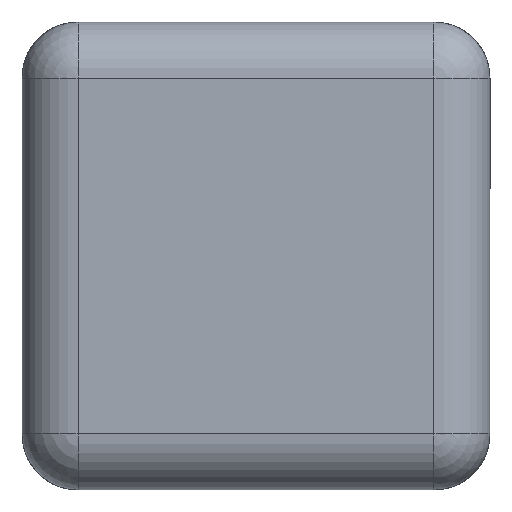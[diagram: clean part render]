
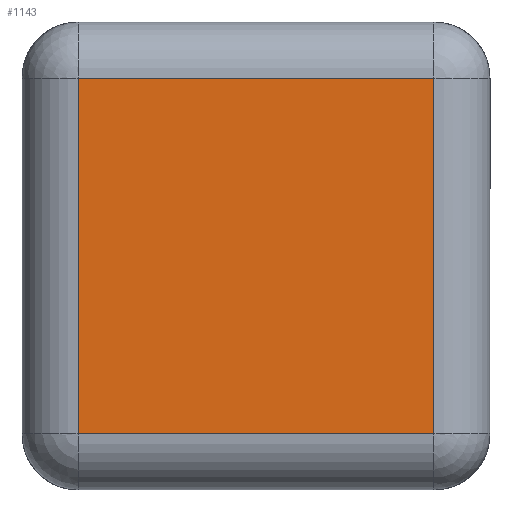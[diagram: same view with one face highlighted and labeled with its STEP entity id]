
A CAD part, left-side view. The second image highlights one B-rep face of the part: STEP entity #1143.
In plain terms, the highlighted planar face has unit normal (-1, 0, 0).
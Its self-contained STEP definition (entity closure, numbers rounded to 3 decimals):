
#56=PLANE('',#1295);
#82=LINE('',#2180,#122);
#83=LINE('',#2182,#123);
#84=LINE('',#2184,#124);
#85=LINE('',#2186,#125);
#122=VECTOR('',#1587,1000.);
#123=VECTOR('',#1590,1000.);
#124=VECTOR('',#1593,1000.);
#125=VECTOR('',#1596,1000.);
#206=FACE_OUTER_BOUND('',#280,.T.);
#280=EDGE_LOOP('',(#874,#875,#876,#877));
#467=VERTEX_POINT('',#2152);
#470=VERTEX_POINT('',#2164);
#471=VERTEX_POINT('',#2170);
#472=VERTEX_POINT('',#2176);
#606=EDGE_CURVE('',#472,#471,#82,.T.);
#607=EDGE_CURVE('',#470,#467,#83,.T.);
#608=EDGE_CURVE('',#467,#472,#84,.T.);
#609=EDGE_CURVE('',#470,#471,#85,.T.);
#874=ORIENTED_EDGE('',*,*,#608,.T.);
#875=ORIENTED_EDGE('',*,*,#606,.T.);
#876=ORIENTED_EDGE('',*,*,#609,.F.);
#877=ORIENTED_EDGE('',*,*,#607,.T.);
#1143=ADVANCED_FACE('',(#206),#56,.F.);
#1295=AXIS2_PLACEMENT_3D('',#2187,#1597,#1598);
#1587=DIRECTION('',(0.,0.,1.));
#1590=DIRECTION('',(0.,0.,-1.));
#1593=DIRECTION('',(0.,-1.,0.));
#1596=DIRECTION('',(0.,-1.,0.));
#1597=DIRECTION('center_axis',(1.,0.,0.));
#1598=DIRECTION('ref_axis',(0.,0.,-1.));
#2152=CARTESIAN_POINT('',(-0.5,0.46,-0.19));
#2164=CARTESIAN_POINT('',(-0.5,0.46,0.19));
#2170=CARTESIAN_POINT('',(-0.5,0.08,0.19));
#2176=CARTESIAN_POINT('',(-0.5,0.08,-0.19));
#2180=CARTESIAN_POINT('',(-0.5,0.08,0.19));
#2182=CARTESIAN_POINT('',(-0.5,0.46,-0.19));
#2184=CARTESIAN_POINT('',(-0.5,0.52,-0.19));
#2186=CARTESIAN_POINT('',(-0.5,0.52,0.19));
#2187=CARTESIAN_POINT('Origin',(-0.5,0.52,0.19));
